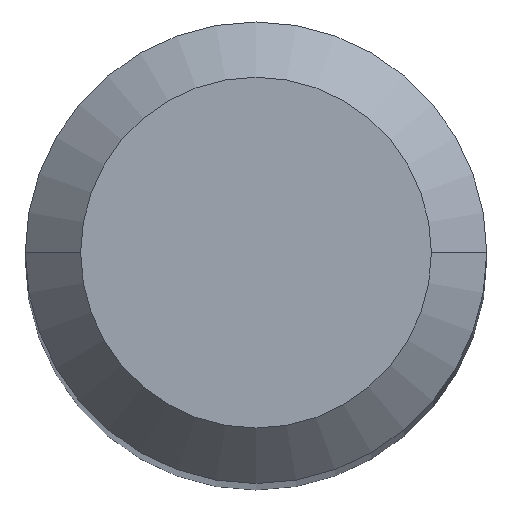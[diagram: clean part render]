
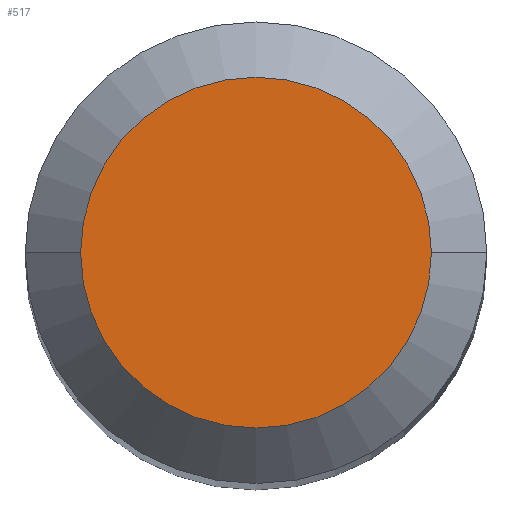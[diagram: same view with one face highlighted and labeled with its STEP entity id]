
A CAD part, top view. The second image highlights one B-rep face of the part: STEP entity #517.
In plain terms, the highlighted planar face has unit normal (0, 0, 1).
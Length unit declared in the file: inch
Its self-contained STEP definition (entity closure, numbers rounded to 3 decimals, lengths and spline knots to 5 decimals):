
#4 = CARTESIAN_POINT ( 'NONE',  ( 0., 0., 0. ) ) ;
#18 = AXIS2_PLACEMENT_3D ( 'NONE', #437, #121, #155 ) ;
#82 = ORIENTED_EDGE ( 'NONE', *, *, #351, .T. ) ;
#91 = CIRCLE ( 'NONE', #202, 0.0475 ) ;
#99 = VERTEX_POINT ( 'NONE', #281 ) ;
#121 = DIRECTION ( 'NONE',  ( 0., 0., -1. ) ) ;
#155 = DIRECTION ( 'NONE',  ( -1., 0., 0. ) ) ;
#161 = PLANE ( 'NONE',  #18 ) ;
#198 = EDGE_LOOP ( 'NONE', ( #269, #82 ) ) ;
#202 = AXIS2_PLACEMENT_3D ( 'NONE', #397, #515, #481 ) ;
#239 = DIRECTION ( 'NONE',  ( 1., 0., 0. ) ) ;
#269 = ORIENTED_EDGE ( 'NONE', *, *, #335, .T. ) ;
#281 = CARTESIAN_POINT ( 'NONE',  ( -0.0475, 0., 0. ) ) ;
#314 = DIRECTION ( 'NONE',  ( 0., 0., 1. ) ) ;
#335 = EDGE_CURVE ( 'NONE', #99, #433, #427, .T. ) ;
#351 = EDGE_CURVE ( 'NONE', #433, #99, #91, .T. ) ;
#397 = CARTESIAN_POINT ( 'NONE',  ( 0., 0., 0. ) ) ;
#427 = CIRCLE ( 'NONE', #473, 0.0475 ) ;
#433 = VERTEX_POINT ( 'NONE', #518 ) ;
#437 = CARTESIAN_POINT ( 'NONE',  ( 0., 0.0475, 0. ) ) ;
#473 = AXIS2_PLACEMENT_3D ( 'NONE', #4, #314, #239 ) ;
#481 = DIRECTION ( 'NONE',  ( 1., 0., 0. ) ) ;
#490 = FACE_OUTER_BOUND ( 'NONE', #198, .T. ) ;
#515 = DIRECTION ( 'NONE',  ( 0., 0., 1. ) ) ;
#517 = ADVANCED_FACE ( 'NONE', ( #490 ), #161, .F. ) ;
#518 = CARTESIAN_POINT ( 'NONE',  ( 0.0475, 0., 0. ) ) ;
